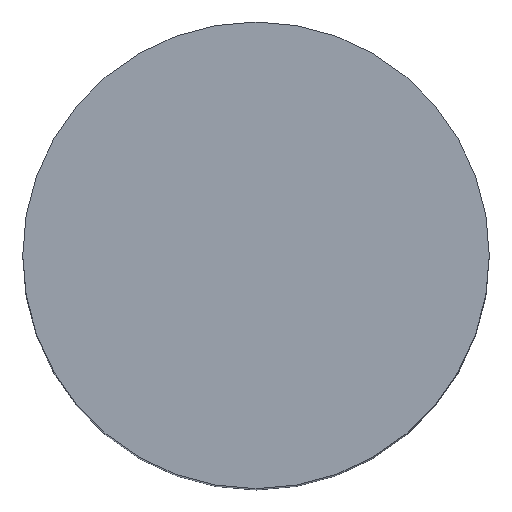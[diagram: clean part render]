
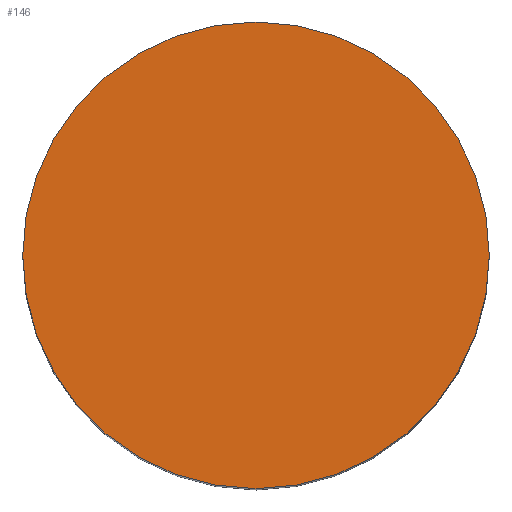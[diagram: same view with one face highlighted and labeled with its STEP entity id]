
A CAD part, top view. The second image highlights one B-rep face of the part: STEP entity #146.
In plain terms, the highlighted planar face has unit normal (0, 0, 1).
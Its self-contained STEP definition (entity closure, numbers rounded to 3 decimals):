
#73=CARTESIAN_POINT('',(0.,0.,109.));
#74=DIRECTION('',(0.,0.,1.));
#75=DIRECTION('',(0.,1.,0.));
#76=AXIS2_PLACEMENT_3D('',#73,#74,#75);
#81=CARTESIAN_POINT('',(0.,0.,109.));
#82=DIRECTION('',(0.,0.,1.));
#83=DIRECTION('',(0.,-1.,0.));
#84=AXIS2_PLACEMENT_3D('',#81,#82,#83);
#93=CARTESIAN_POINT('',(0.,32.5,109.));
#94=CARTESIAN_POINT('',(0.,-32.5,109.));
#95=VERTEX_POINT('',#93);
#96=VERTEX_POINT('',#94);
#137=CARTESIAN_POINT('',(0.,0.,109.));
#138=DIRECTION('',(0.,0.,1.));
#139=DIRECTION('',(0.,1.,0.));
#140=AXIS2_PLACEMENT_3D('',#137,#138,#139);
#141=PLANE('',#140);
#142=ORIENTED_EDGE('',*,*,#117,.F.);
#143=ORIENTED_EDGE('',*,*,#131,.F.);
#144=EDGE_LOOP('',(#142,#143));
#145=FACE_OUTER_BOUND('',#144,.F.);
#77=CIRCLE('',#76,32.5);
#85=CIRCLE('',#84,32.5);
#117=EDGE_CURVE('',#95,#96,#77,.T.);
#131=EDGE_CURVE('',#96,#95,#85,.T.);
#146=ADVANCED_FACE('',(#145),#141,.T.);
